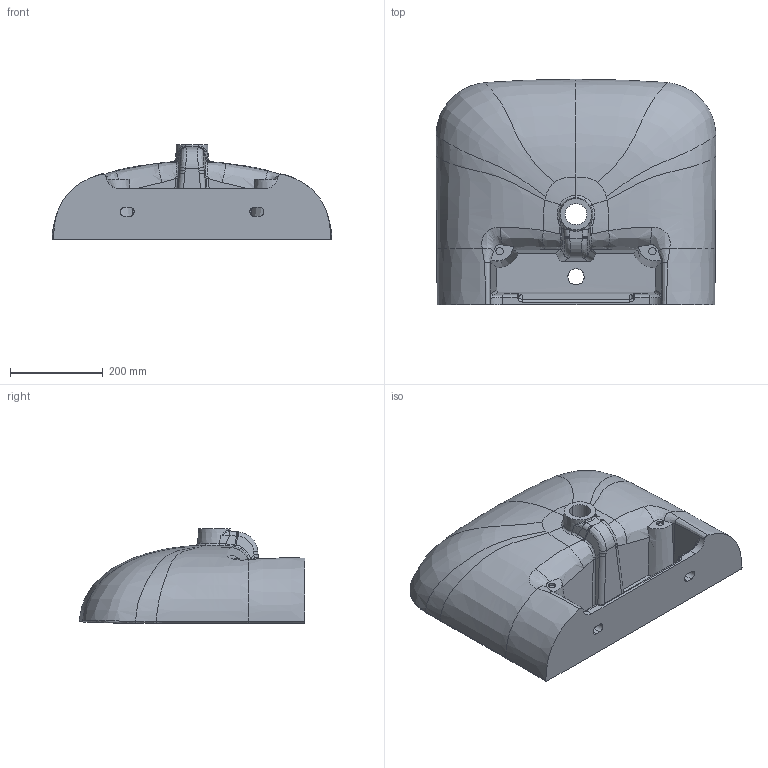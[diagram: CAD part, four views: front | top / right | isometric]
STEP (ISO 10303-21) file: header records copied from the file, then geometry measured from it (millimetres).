
FILE_DESCRIPTION((''),'2;1');
FILE_NAME('8060G','2020-04-02T',('Administrator'),('Globeunion.com'),'PRO/ENGINEER BY PARAMETRIC TECHNOLOGY CORPORATION, 2010100','PRO/ENGINEER BY PARAMETRIC TECHNOLOGY CORPORATION, 2010100','');
FILE_SCHEMA(('CONFIG_CONTROL_DESIGN'));
Length unit declared in the file: millimetre
Products named in the file (1): 8060G
Bounding box: 604.28 x 486.39 x 205 mm (x, y, z)
Volume: 12696060.3 mm3; surface area: 966824.3 mm2
Topology: 1 solids, 1 shells, 175 faces, 435 edges, 263 vertices
Faces by surface type: bspline 98, cylinder 40, plane 23, cone 6, torus 6, sphere 2
Entity records: 13830 total; most frequent: CARTESIAN_POINT 10556, ORIENTED_EDGE 866, EDGE_CURVE 433, DIRECTION 356, B_SPLINE_CURVE_WITH_KNOTS 289, VERTEX_POINT 263, EDGE_LOOP 186, FACE_OUTER_BOUND 175
